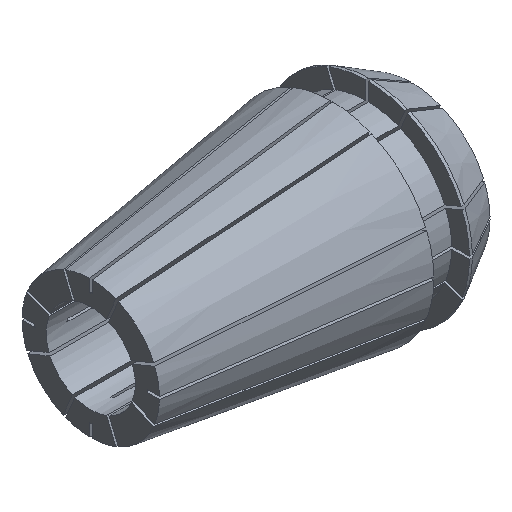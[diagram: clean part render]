
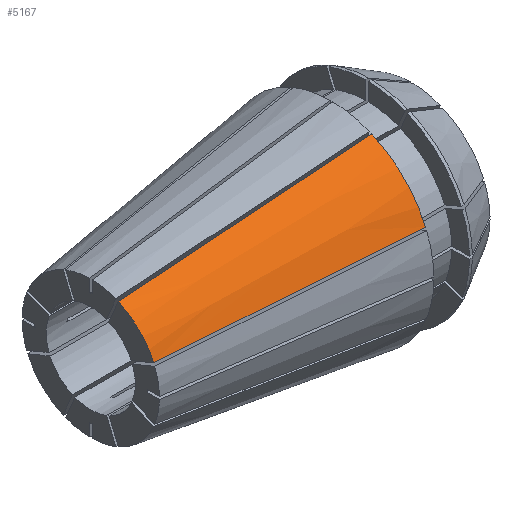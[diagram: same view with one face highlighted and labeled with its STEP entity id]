
A CAD part, isometric view. The second image highlights one B-rep face of the part: STEP entity #5167.
In plain terms, the highlighted conical face has half-angle 8 degrees and reference radius 5.753 mm.
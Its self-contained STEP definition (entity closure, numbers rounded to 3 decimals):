
#56 = CARTESIAN_POINT ( 'NONE',  ( 13.5, -2.271, 5.286 ) ) ;
#82 = B_SPLINE_CURVE_WITH_KNOTS ( 'NONE', 3,
 ( #2189, #2163, #2986, #542, #3386, #987, #3775 ),
 .UNSPECIFIED., .F., .F.,
 ( 4, 3, 4 ),
 ( 0., 0.01, 0.014 ),
 .UNSPECIFIED. ) ;
#110 = EDGE_CURVE ( 'NONE', #4660, #2427, #4844, .T. ) ;
#211 = CARTESIAN_POINT ( 'NONE',  ( 0., -1.545, 3.533 ) ) ;
#542 = CARTESIAN_POINT ( 'NONE',  ( 3.498, -1.733, 3.987 ) ) ;
#564 = DIRECTION ( 'NONE',  ( 0., 0., 1. ) ) ;
#633 = EDGE_LOOP ( 'NONE', ( #1761, #3044, #3285, #2057 ) ) ;
#669 = EDGE_CURVE ( 'NONE', #2129, #980, #2926, .T. ) ;
#789 = AXIS2_PLACEMENT_3D ( 'NONE', #3397, #1053, #564 ) ;
#980 = VERTEX_POINT ( 'NONE', #211 ) ;
#987 = CARTESIAN_POINT ( 'NONE',  ( 1.166, -1.607, 3.684 ) ) ;
#1029 = CARTESIAN_POINT ( 'NONE',  ( 13.5, 0., 0. ) ) ;
#1053 = DIRECTION ( 'NONE',  ( -1., 0., 0. ) ) ;
#1070 = CARTESIAN_POINT ( 'NONE',  ( 4.469, -4.113, 1.785 ) ) ;
#1292 = FACE_OUTER_BOUND ( 'NONE', #633, .T. ) ;
#1448 = DIRECTION ( 'NONE',  ( 0., 0., -1. ) ) ;
#1467 = CARTESIAN_POINT ( 'NONE',  ( 8.969, -4.697, 2.027 ) ) ;
#1711 = CARTESIAN_POINT ( 'NONE',  ( 0., 0., 0. ) ) ;
#1761 = ORIENTED_EDGE ( 'NONE', *, *, #110, .T. ) ;
#1879 = CARTESIAN_POINT ( 'NONE',  ( 13.5, -5.286, 2.271 ) ) ;
#2057 = ORIENTED_EDGE ( 'NONE', *, *, #4132, .T. ) ;
#2070 = AXIS2_PLACEMENT_3D ( 'NONE', #1029, #4246, #1448 ) ;
#2129 = VERTEX_POINT ( 'NONE', #2488 ) ;
#2163 = CARTESIAN_POINT ( 'NONE',  ( 10.166, -2.091, 4.853 ) ) ;
#2189 = CARTESIAN_POINT ( 'NONE',  ( 13.5, -2.271, 5.286 ) ) ;
#2274 = CARTESIAN_POINT ( 'NONE',  ( 2.234, -3.823, 1.665 ) ) ;
#2427 = VERTEX_POINT ( 'NONE', #56 ) ;
#2488 = CARTESIAN_POINT ( 'NONE',  ( 0., -3.533, 1.545 ) ) ;
#2646 = CARTESIAN_POINT ( 'NONE',  ( 13.5, -5.286, 2.271 ) ) ;
#2926 = CIRCLE ( 'NONE', #5084, 3.856 ) ;
#2986 = CARTESIAN_POINT ( 'NONE',  ( 6.832, -1.912, 4.42 ) ) ;
#3044 = ORIENTED_EDGE ( 'NONE', *, *, #3811, .T. ) ;
#3285 = ORIENTED_EDGE ( 'NONE', *, *, #669, .F. ) ;
#3299 = B_SPLINE_CURVE_WITH_KNOTS ( 'NONE', 3,
 ( #4657, #2274, #1070, #3874, #1467, #4274, #1879 ),
 .UNSPECIFIED., .F., .F.,
 ( 4, 3, 4 ),
 ( 0., 0.007, 0.014 ),
 .UNSPECIFIED. ) ;
#3352 = DIRECTION ( 'NONE',  ( 0., 0., 1. ) ) ;
#3386 = CARTESIAN_POINT ( 'NONE',  ( 2.332, -1.67, 3.836 ) ) ;
#3397 = CARTESIAN_POINT ( 'NONE',  ( 13.5, 0., 0. ) ) ;
#3775 = CARTESIAN_POINT ( 'NONE',  ( 0., -1.545, 3.533 ) ) ;
#3811 = EDGE_CURVE ( 'NONE', #2427, #980, #82, .T. ) ;
#3874 = CARTESIAN_POINT ( 'NONE',  ( 6.703, -4.403, 1.905 ) ) ;
#4132 = EDGE_CURVE ( 'NONE', #2129, #4660, #3299, .T. ) ;
#4149 = DIRECTION ( 'NONE',  ( -1., 0., 0. ) ) ;
#4246 = DIRECTION ( 'NONE',  ( 1., 0., 0. ) ) ;
#4274 = CARTESIAN_POINT ( 'NONE',  ( 11.234, -4.992, 2.149 ) ) ;
#4430 = CONICAL_SURFACE ( 'NONE', #2070, 5.753, 0.14 ) ;
#4657 = CARTESIAN_POINT ( 'NONE',  ( 0., -3.533, 1.545 ) ) ;
#4660 = VERTEX_POINT ( 'NONE', #2646 ) ;
#4844 = CIRCLE ( 'NONE', #789, 5.753 ) ;
#5084 = AXIS2_PLACEMENT_3D ( 'NONE', #1711, #4149, #3352 ) ;
#5167 = ADVANCED_FACE ( 'NONE', ( #1292 ), #4430, .T. ) ;
